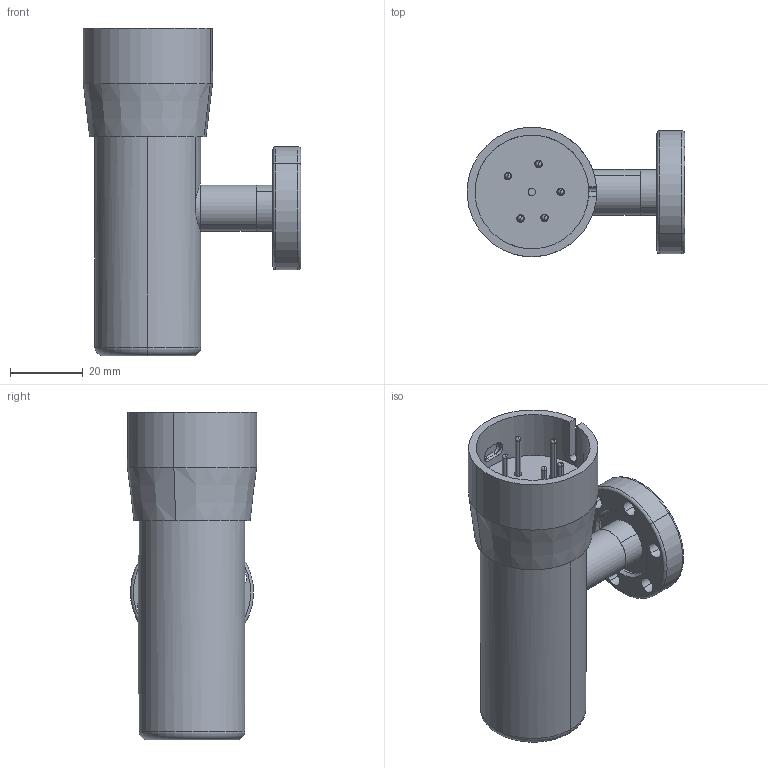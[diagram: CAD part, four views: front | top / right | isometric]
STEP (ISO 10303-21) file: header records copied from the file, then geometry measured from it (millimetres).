
FILE_DESCRIPTION (( 'STEP AP214' ), '1' );
FILE_NAME ('352-503 PGE050 16CFR.STEP', '2021-05-10T18:36:20', ( '' ), ( '' ), 'SwSTEP 2.0', 'SolidWorks 2020', '' );
FILE_SCHEMA (( 'AUTOMOTIVE_DESIGN' ));
Length unit declared in the file: inch
Products named in the file (1): 352-503 PGE050 16CFR
Bounding box: 59.7 x 35.48 x 89.94 mm (x, y, z)
Surface area: 23087.4 mm2 (no closed solid volume)
Topology: 0 solids, 13 shells, 157 faces, 442 edges, 287 vertices
Faces by surface type: cylinder 81, plane 28, torus 18, sphere 10, bspline 10, cone 10
Entity records: 7871 total; most frequent: CARTESIAN_POINT 1840, DIRECTION 897, ORIENTED_EDGE 725, EDGE_CURVE 422, AXIS2_PLACEMENT_3D 377, VERTEX_POINT 277, CIRCLE 229, EDGE_LOOP 186
